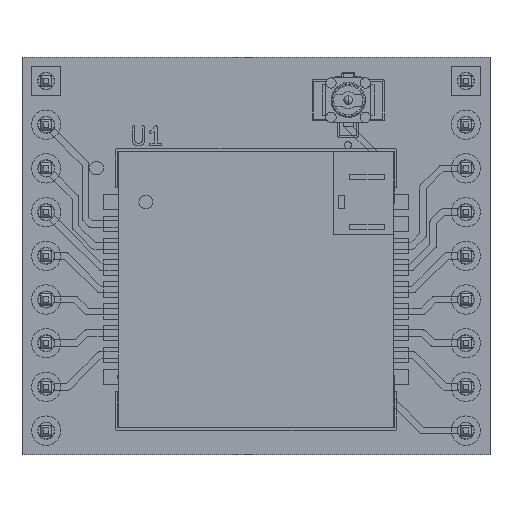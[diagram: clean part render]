
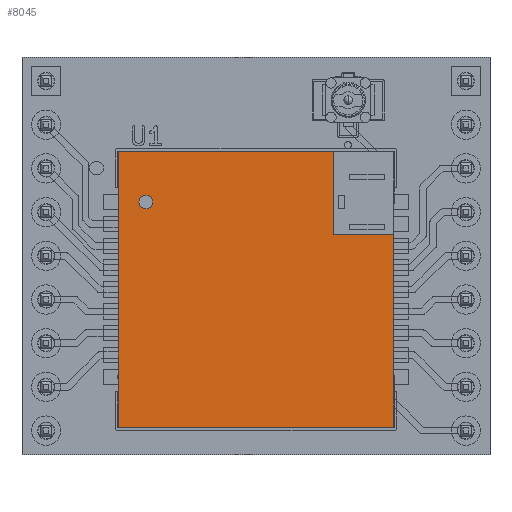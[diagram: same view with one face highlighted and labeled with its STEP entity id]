
A CAD part, top view. The second image highlights one B-rep face of the part: STEP entity #8045.
In plain terms, the highlighted planar face has unit normal (0, 0, 1).
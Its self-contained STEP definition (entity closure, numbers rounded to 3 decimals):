
#7908 = VERTEX_POINT('',#7909);
#7909 = CARTESIAN_POINT('',(8.001,-8.001,3.404));
#7915 = EDGE_CURVE('',#7916,#7908,#7918,.T.);
#7916 = VERTEX_POINT('',#7917);
#7917 = CARTESIAN_POINT('',(-8.001,-8.001,3.404));
#7918 = LINE('',#7919,#7920);
#7919 = CARTESIAN_POINT('',(-8.001,-8.001,3.404));
#7920 = VECTOR('',#7921,1.);
#7921 = DIRECTION('',(1.,0.,0.));
#7939 = VERTEX_POINT('',#7940);
#7940 = CARTESIAN_POINT('',(8.001,3.201,3.404));
#7946 = EDGE_CURVE('',#7908,#7939,#7947,.T.);
#7947 = LINE('',#7948,#7949);
#7948 = CARTESIAN_POINT('',(8.001,-8.001,3.404));
#7949 = VECTOR('',#7950,1.);
#7950 = DIRECTION('',(0.,1.,0.));
#7986 = VERTEX_POINT('',#7987);
#7987 = CARTESIAN_POINT('',(-8.001,8.001,3.404));
#7993 = EDGE_CURVE('',#7994,#7986,#7996,.T.);
#7994 = VERTEX_POINT('',#7995);
#7995 = CARTESIAN_POINT('',(4.501,8.001,3.404));
#7996 = LINE('',#7997,#7998);
#7997 = CARTESIAN_POINT('',(8.001,8.001,3.404));
#7998 = VECTOR('',#7999,1.);
#7999 = DIRECTION('',(-1.,0.,0.));
#8022 = EDGE_CURVE('',#7986,#7916,#8023,.T.);
#8023 = LINE('',#8024,#8025);
#8024 = CARTESIAN_POINT('',(-8.001,8.001,3.404));
#8025 = VECTOR('',#8026,1.);
#8026 = DIRECTION('',(0.,-1.,0.));
#8045 = ADVANCED_FACE('',(#8046),#8066,.T.);
#8046 = FACE_BOUND('',#8047,.T.);
#8047 = EDGE_LOOP('',(#8048,#8056,#8062,#8063,#8064,#8065));
#8048 = ORIENTED_EDGE('',*,*,#8049,.F.);
#8049 = EDGE_CURVE('',#8050,#7939,#8052,.T.);
#8050 = VERTEX_POINT('',#8051);
#8051 = CARTESIAN_POINT('',(4.501,3.201,3.404));
#8052 = LINE('',#8053,#8054);
#8053 = CARTESIAN_POINT('',(8.101,3.201,3.404));
#8054 = VECTOR('',#8055,1.);
#8055 = DIRECTION('',(1.,0.,-0.));
#8056 = ORIENTED_EDGE('',*,*,#8057,.F.);
#8057 = EDGE_CURVE('',#7994,#8050,#8058,.T.);
#8058 = LINE('',#8059,#8060);
#8059 = CARTESIAN_POINT('',(4.501,-8.001,3.404));
#8060 = VECTOR('',#8061,1.);
#8061 = DIRECTION('',(0.,-1.,0.));
#8062 = ORIENTED_EDGE('',*,*,#7993,.T.);
#8063 = ORIENTED_EDGE('',*,*,#8022,.T.);
#8064 = ORIENTED_EDGE('',*,*,#7915,.T.);
#8065 = ORIENTED_EDGE('',*,*,#7946,.T.);
#8066 = PLANE('',#8067);
#8067 = AXIS2_PLACEMENT_3D('',#8068,#8069,#8070);
#8068 = CARTESIAN_POINT('',(-8.001,-8.001,3.404));
#8069 = DIRECTION('',(0.,0.,1.));
#8070 = DIRECTION('',(1.,0.,-0.));
